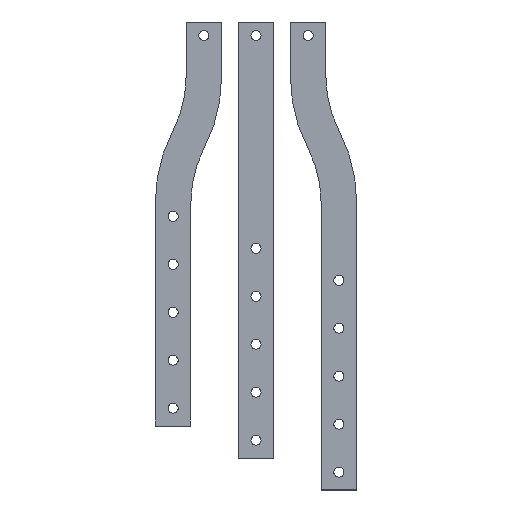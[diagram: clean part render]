
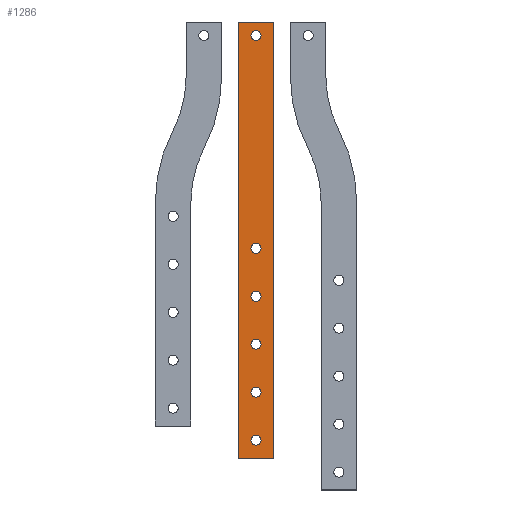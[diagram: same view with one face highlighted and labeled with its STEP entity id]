
A CAD part, top view. The second image highlights one B-rep face of the part: STEP entity #1286.
In plain terms, the highlighted planar face has unit normal (0, 0, 1).
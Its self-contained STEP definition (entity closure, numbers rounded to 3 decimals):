
#5 = DIRECTION ( 'NONE',  ( 1., 0., 0. ) ) ;
#8 = ORIENTED_EDGE ( 'NONE', *, *, #1401, .F. ) ;
#21 = CARTESIAN_POINT ( 'NONE',  ( 85., 329.5, 0. ) ) ;
#32 = VERTEX_POINT ( 'NONE', #904 ) ;
#54 = VERTEX_POINT ( 'NONE', #1219 ) ;
#70 = LINE ( 'NONE', #2276, #2084 ) ;
#84 = CARTESIAN_POINT ( 'NONE',  ( 85., -12., 0. ) ) ;
#96 = DIRECTION ( 'NONE',  ( 0., 0., 1. ) ) ;
#99 = DIRECTION ( 'NONE',  ( 1., 0., 0. ) ) ;
#103 = CIRCLE ( 'NONE', #183, 4.25 ) ;
#104 = DIRECTION ( 'NONE',  ( 1., 0., 0. ) ) ;
#129 = EDGE_CURVE ( 'NONE', #1216, #1822, #70, .T. ) ;
#131 = VERTEX_POINT ( 'NONE', #1567 ) ;
#158 = AXIS2_PLACEMENT_3D ( 'NONE', #542, #361, #340 ) ;
#163 = VERTEX_POINT ( 'NONE', #1594 ) ;
#168 = CARTESIAN_POINT ( 'NONE',  ( 100., 341., 0. ) ) ;
#183 = AXIS2_PLACEMENT_3D ( 'NONE', #84, #96, #104 ) ;
#184 = AXIS2_PLACEMENT_3D ( 'NONE', #2218, #1174, #2013 ) ;
#211 = CARTESIAN_POINT ( 'NONE',  ( 80.75, 109.5, 0. ) ) ;
#227 = CARTESIAN_POINT ( 'NONE',  ( 70., 341., 0. ) ) ;
#228 = AXIS2_PLACEMENT_3D ( 'NONE', #250, #431, #2116 ) ;
#235 = DIRECTION ( 'NONE',  ( 1., 0., 0. ) ) ;
#236 = ORIENTED_EDGE ( 'NONE', *, *, #366, .F. ) ;
#250 = CARTESIAN_POINT ( 'NONE',  ( 85., 150., 0. ) ) ;
#256 = CARTESIAN_POINT ( 'NONE',  ( 85., 69., 0. ) ) ;
#265 = DIRECTION ( 'NONE',  ( 0., 0., 1. ) ) ;
#277 = VERTEX_POINT ( 'NONE', #1342 ) ;
#285 = AXIS2_PLACEMENT_3D ( 'NONE', #1756, #700, #1754 ) ;
#290 = ORIENTED_EDGE ( 'NONE', *, *, #1568, .F. ) ;
#297 = DIRECTION ( 'NONE',  ( 0., 0., 1. ) ) ;
#312 = FACE_OUTER_BOUND ( 'NONE', #1076, .T. ) ;
#315 = VERTEX_POINT ( 'NONE', #1669 ) ;
#324 = CIRCLE ( 'NONE', #1384, 4.25 ) ;
#334 = ORIENTED_EDGE ( 'NONE', *, *, #1811, .F. ) ;
#338 = CIRCLE ( 'NONE', #1189, 4.25 ) ;
#340 = DIRECTION ( 'NONE',  ( 1., 0., 0. ) ) ;
#358 = CIRCLE ( 'NONE', #1693, 4.25 ) ;
#361 = DIRECTION ( 'NONE',  ( 0., 0., 1. ) ) ;
#366 = EDGE_CURVE ( 'NONE', #1623, #968, #1819, .T. ) ;
#385 = DIRECTION ( 'NONE',  ( 0., 0., 1. ) ) ;
#392 = ORIENTED_EDGE ( 'NONE', *, *, #2098, .F. ) ;
#395 = CIRCLE ( 'NONE', #158, 4.25 ) ;
#427 = CARTESIAN_POINT ( 'NONE',  ( 80.75, 329.5, 0. ) ) ;
#431 = DIRECTION ( 'NONE',  ( 0., 0., 1. ) ) ;
#447 = DIRECTION ( 'NONE',  ( 1., 0., 0. ) ) ;
#459 = DIRECTION ( 'NONE',  ( 1., 0., 0. ) ) ;
#524 = AXIS2_PLACEMENT_3D ( 'NONE', #1818, #1820, #1824 ) ;
#538 = CIRCLE ( 'NONE', #228, 4.25 ) ;
#542 = CARTESIAN_POINT ( 'NONE',  ( 85., 28.5, 0. ) ) ;
#608 = LINE ( 'NONE', #879, #1912 ) ;
#613 = VERTEX_POINT ( 'NONE', #427 ) ;
#629 = VERTEX_POINT ( 'NONE', #1110 ) ;
#642 = CARTESIAN_POINT ( 'NONE',  ( 80.75, 69., 0. ) ) ;
#673 = ORIENTED_EDGE ( 'NONE', *, *, #1349, .F. ) ;
#682 = EDGE_CURVE ( 'NONE', #315, #2272, #608, .T. ) ;
#700 = DIRECTION ( 'NONE',  ( 0., 0., 1. ) ) ;
#727 = EDGE_CURVE ( 'NONE', #968, #1623, #358, .T. ) ;
#743 = EDGE_CURVE ( 'NONE', #2253, #163, #1579, .T. ) ;
#785 = VECTOR ( 'NONE', #1251, 1000. ) ;
#819 = EDGE_CURVE ( 'NONE', #163, #2253, #1083, .T. ) ;
#820 = EDGE_LOOP ( 'NONE', ( #1603, #1948 ) ) ;
#836 = AXIS2_PLACEMENT_3D ( 'NONE', #1460, #907, #235 ) ;
#853 = ORIENTED_EDGE ( 'NONE', *, *, #1639, .F. ) ;
#879 = CARTESIAN_POINT ( 'NONE',  ( 70., -27., 0. ) ) ;
#904 = CARTESIAN_POINT ( 'NONE',  ( 89.25, -12., 0. ) ) ;
#907 = DIRECTION ( 'NONE',  ( 0., 0., 1. ) ) ;
#915 = DIRECTION ( 'NONE',  ( 1., 0., 0. ) ) ;
#950 = DIRECTION ( 'NONE',  ( 0., 0., 1. ) ) ;
#953 = CARTESIAN_POINT ( 'NONE',  ( 85., 150., 0. ) ) ;
#960 = EDGE_CURVE ( 'NONE', #1662, #32, #2230, .T. ) ;
#961 = DIRECTION ( 'NONE',  ( 1., 0., 0. ) ) ;
#968 = VERTEX_POINT ( 'NONE', #211 ) ;
#1009 = ORIENTED_EDGE ( 'NONE', *, *, #682, .T. ) ;
#1013 = FACE_BOUND ( 'NONE', #1741, .T. ) ;
#1020 = EDGE_LOOP ( 'NONE', ( #392, #8 ) ) ;
#1025 = ORIENTED_EDGE ( 'NONE', *, *, #1204, .T. ) ;
#1042 = FACE_BOUND ( 'NONE', #2081, .T. ) ;
#1070 = DIRECTION ( 'NONE',  ( 0., 0., 1. ) ) ;
#1076 = EDGE_LOOP ( 'NONE', ( #1025, #1009, #1391, #1242 ) ) ;
#1083 = CIRCLE ( 'NONE', #1370, 4.25 ) ;
#1102 = EDGE_LOOP ( 'NONE', ( #334, #1854 ) ) ;
#1110 = CARTESIAN_POINT ( 'NONE',  ( 89.25, 329.5, 0. ) ) ;
#1118 = FACE_BOUND ( 'NONE', #820, .T. ) ;
#1174 = DIRECTION ( 'NONE',  ( 0., 0., 1. ) ) ;
#1183 = CIRCLE ( 'NONE', #1456, 4.25 ) ;
#1189 = AXIS2_PLACEMENT_3D ( 'NONE', #953, #950, #915 ) ;
#1204 = EDGE_CURVE ( 'NONE', #1822, #315, #1942, .T. ) ;
#1215 = CARTESIAN_POINT ( 'NONE',  ( 100., -27., 0. ) ) ;
#1216 = VERTEX_POINT ( 'NONE', #1523 ) ;
#1219 = CARTESIAN_POINT ( 'NONE',  ( 89.25, 150., 0. ) ) ;
#1242 = ORIENTED_EDGE ( 'NONE', *, *, #129, .T. ) ;
#1243 = PLANE ( 'NONE',  #1863 ) ;
#1251 = DIRECTION ( 'NONE',  ( 0., -1., 0. ) ) ;
#1286 = ADVANCED_FACE ( 'NONE', ( #2155, #1834, #1118, #1013, #1042, #2152, #312 ), #1243, .T. ) ;
#1327 = VECTOR ( 'NONE', #2268, 1000. ) ;
#1342 = CARTESIAN_POINT ( 'NONE',  ( 89.25, 28.5, 0. ) ) ;
#1349 = EDGE_CURVE ( 'NONE', #2265, #277, #395, .T. ) ;
#1370 = AXIS2_PLACEMENT_3D ( 'NONE', #256, #1508, #447 ) ;
#1373 = CARTESIAN_POINT ( 'NONE',  ( 0., 0., 0. ) ) ;
#1374 = CARTESIAN_POINT ( 'NONE',  ( 85., 109.5, 0. ) ) ;
#1384 = AXIS2_PLACEMENT_3D ( 'NONE', #21, #385, #99 ) ;
#1391 = ORIENTED_EDGE ( 'NONE', *, *, #1861, .T. ) ;
#1401 = EDGE_CURVE ( 'NONE', #613, #629, #1479, .T. ) ;
#1456 = AXIS2_PLACEMENT_3D ( 'NONE', #2177, #265, #2219 ) ;
#1460 = CARTESIAN_POINT ( 'NONE',  ( 85., -12., 0. ) ) ;
#1466 = ORIENTED_EDGE ( 'NONE', *, *, #2252, .F. ) ;
#1479 = CIRCLE ( 'NONE', #524, 4.25 ) ;
#1508 = DIRECTION ( 'NONE',  ( 0., 0., 1. ) ) ;
#1523 = CARTESIAN_POINT ( 'NONE',  ( 100., 341., 0. ) ) ;
#1567 = CARTESIAN_POINT ( 'NONE',  ( 80.75, 150., 0. ) ) ;
#1568 = EDGE_CURVE ( 'NONE', #131, #54, #538, .T. ) ;
#1579 = CIRCLE ( 'NONE', #285, 4.25 ) ;
#1594 = CARTESIAN_POINT ( 'NONE',  ( 89.25, 69., 0. ) ) ;
#1603 = ORIENTED_EDGE ( 'NONE', *, *, #819, .F. ) ;
#1623 = VERTEX_POINT ( 'NONE', #1927 ) ;
#1637 = CARTESIAN_POINT ( 'NONE',  ( 70., 341., 0. ) ) ;
#1639 = EDGE_CURVE ( 'NONE', #54, #131, #338, .T. ) ;
#1662 = VERTEX_POINT ( 'NONE', #1709 ) ;
#1669 = CARTESIAN_POINT ( 'NONE',  ( 70., -27., 0. ) ) ;
#1680 = CARTESIAN_POINT ( 'NONE',  ( 80.75, 28.5, 0. ) ) ;
#1682 = EDGE_LOOP ( 'NONE', ( #1466, #673 ) ) ;
#1693 = AXIS2_PLACEMENT_3D ( 'NONE', #1374, #297, #961 ) ;
#1709 = CARTESIAN_POINT ( 'NONE',  ( 80.75, -12., 0. ) ) ;
#1741 = EDGE_LOOP ( 'NONE', ( #236, #1934 ) ) ;
#1754 = DIRECTION ( 'NONE',  ( 1., 0., 0. ) ) ;
#1756 = CARTESIAN_POINT ( 'NONE',  ( 85., 69., 0. ) ) ;
#1811 = EDGE_CURVE ( 'NONE', #32, #1662, #103, .T. ) ;
#1818 = CARTESIAN_POINT ( 'NONE',  ( 85., 329.5, 0. ) ) ;
#1819 = CIRCLE ( 'NONE', #184, 4.25 ) ;
#1820 = DIRECTION ( 'NONE',  ( 0., 0., 1. ) ) ;
#1822 = VERTEX_POINT ( 'NONE', #227 ) ;
#1824 = DIRECTION ( 'NONE',  ( 1., 0., 0. ) ) ;
#1834 = FACE_BOUND ( 'NONE', #1682, .T. ) ;
#1854 = ORIENTED_EDGE ( 'NONE', *, *, #960, .F. ) ;
#1861 = EDGE_CURVE ( 'NONE', #2272, #1216, #2206, .T. ) ;
#1863 = AXIS2_PLACEMENT_3D ( 'NONE', #1373, #1070, #459 ) ;
#1912 = VECTOR ( 'NONE', #5, 1000. ) ;
#1927 = CARTESIAN_POINT ( 'NONE',  ( 89.25, 109.5, 0. ) ) ;
#1934 = ORIENTED_EDGE ( 'NONE', *, *, #727, .F. ) ;
#1942 = LINE ( 'NONE', #1637, #785 ) ;
#1948 = ORIENTED_EDGE ( 'NONE', *, *, #743, .F. ) ;
#2013 = DIRECTION ( 'NONE',  ( 1., 0., 0. ) ) ;
#2081 = EDGE_LOOP ( 'NONE', ( #853, #290 ) ) ;
#2084 = VECTOR ( 'NONE', #2102, 1000. ) ;
#2098 = EDGE_CURVE ( 'NONE', #629, #613, #324, .T. ) ;
#2102 = DIRECTION ( 'NONE',  ( -1., 0., 0. ) ) ;
#2116 = DIRECTION ( 'NONE',  ( 1., 0., 0. ) ) ;
#2152 = FACE_BOUND ( 'NONE', #1020, .T. ) ;
#2155 = FACE_BOUND ( 'NONE', #1102, .T. ) ;
#2177 = CARTESIAN_POINT ( 'NONE',  ( 85., 28.5, 0. ) ) ;
#2206 = LINE ( 'NONE', #168, #1327 ) ;
#2218 = CARTESIAN_POINT ( 'NONE',  ( 85., 109.5, 0. ) ) ;
#2219 = DIRECTION ( 'NONE',  ( 1., 0., 0. ) ) ;
#2230 = CIRCLE ( 'NONE', #836, 4.25 ) ;
#2252 = EDGE_CURVE ( 'NONE', #277, #2265, #1183, .T. ) ;
#2253 = VERTEX_POINT ( 'NONE', #642 ) ;
#2265 = VERTEX_POINT ( 'NONE', #1680 ) ;
#2268 = DIRECTION ( 'NONE',  ( 0., 1., 0. ) ) ;
#2272 = VERTEX_POINT ( 'NONE', #1215 ) ;
#2276 = CARTESIAN_POINT ( 'NONE',  ( 70., 341., 0. ) ) ;
